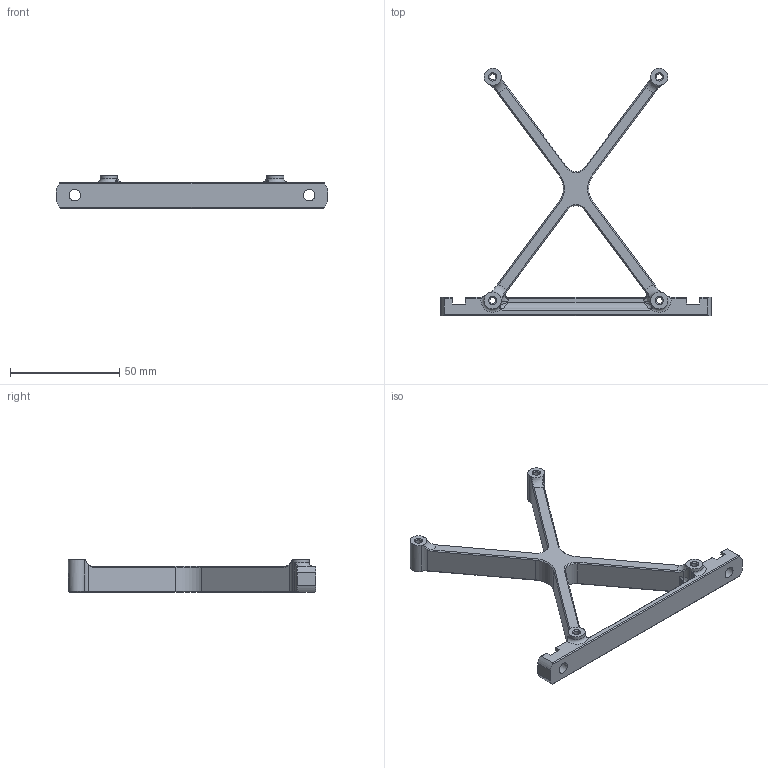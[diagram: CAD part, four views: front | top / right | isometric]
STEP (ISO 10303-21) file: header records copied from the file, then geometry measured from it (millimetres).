
FILE_DESCRIPTION( ( '' ), ' ' );
FILE_NAME( '5c0846e7a1178317338cfc1f.step', '2018-12-05T21:45:12', ( '' ), ( '' ), ' ', ' ', ' ' );
FILE_SCHEMA( ( 'AUTOMOTIVE_DESIGN { 1 0 10303 214 1 1 1 1 }' ) );
Length unit declared in the file: metre
Products named in the file (1): Part 1
Bounding box: 123.97 x 113.03 x 15 mm (x, y, z)
Volume: 26412.7 mm3; surface area: 14166.8 mm2
Topology: 1 solids, 1 shells, 169 faces, 436 edges, 252 vertices
Faces by surface type: plane 64, cylinder 39, cone 30, bspline 28, torus 8
Full cylindrical faces by diameter (mm): 2.78 x4, 5.16 x2
Entity records: 7870 total; most frequent: CARTESIAN_POINT 2704, ORIENTED_EDGE 820, DIRECTION 724, EDGE_CURVE 410, AXIS2_PLACEMENT_3D 264, VERTEX_POINT 252, LINE 196, VECTOR 196
